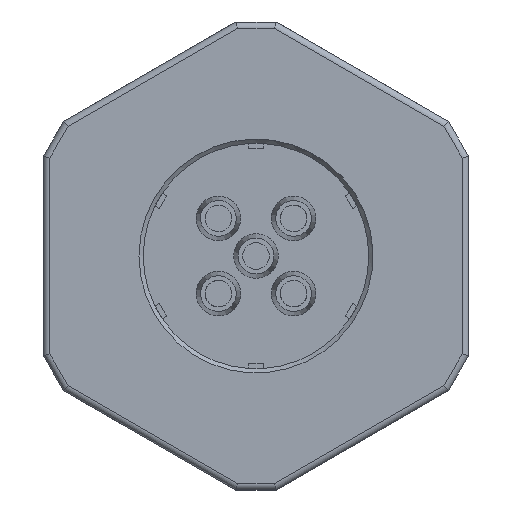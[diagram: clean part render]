
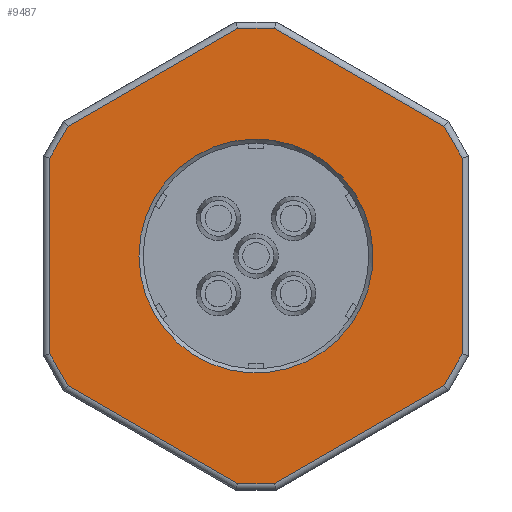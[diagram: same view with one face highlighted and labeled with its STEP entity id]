
A CAD part, left-side view. The second image highlights one B-rep face of the part: STEP entity #9487.
In plain terms, the highlighted planar face has unit normal (-1, 0, 0).
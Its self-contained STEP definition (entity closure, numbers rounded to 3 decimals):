
#344=PLANE('',#10422);
#966=LINE('',#20765,#1881);
#967=LINE('',#20768,#1882);
#968=LINE('',#20770,#1883);
#969=LINE('',#20772,#1884);
#970=LINE('',#20774,#1885);
#971=LINE('',#20776,#1886);
#972=LINE('',#20778,#1887);
#973=LINE('',#20780,#1888);
#974=LINE('',#20782,#1889);
#975=LINE('',#20784,#1890);
#976=LINE('',#20786,#1891);
#977=LINE('',#20788,#1892);
#1881=VECTOR('',#11754,1000.);
#1882=VECTOR('',#11755,1000.);
#1883=VECTOR('',#11756,1000.);
#1884=VECTOR('',#11757,1000.);
#1885=VECTOR('',#11758,1000.);
#1886=VECTOR('',#11759,1000.);
#1887=VECTOR('',#11760,1000.);
#1888=VECTOR('',#11761,1000.);
#1889=VECTOR('',#11762,1000.);
#1890=VECTOR('',#11763,1000.);
#1891=VECTOR('',#11764,1000.);
#1892=VECTOR('',#11765,1000.);
#3306=ORIENTED_EDGE('',*,*,#5723,.T.);
#3307=ORIENTED_EDGE('',*,*,#5724,.T.);
#3308=ORIENTED_EDGE('',*,*,#5725,.T.);
#3309=ORIENTED_EDGE('',*,*,#5726,.T.);
#3310=ORIENTED_EDGE('',*,*,#5727,.T.);
#3311=ORIENTED_EDGE('',*,*,#5728,.T.);
#3312=ORIENTED_EDGE('',*,*,#5729,.T.);
#3313=ORIENTED_EDGE('',*,*,#5730,.T.);
#3314=ORIENTED_EDGE('',*,*,#5731,.T.);
#3315=ORIENTED_EDGE('',*,*,#5732,.T.);
#3316=ORIENTED_EDGE('',*,*,#5733,.T.);
#3317=ORIENTED_EDGE('',*,*,#5734,.T.);
#3318=ORIENTED_EDGE('',*,*,#5735,.T.);
#5723=EDGE_CURVE('',#6936,#6936,#7642,.T.);
#5724=EDGE_CURVE('',#6937,#6938,#966,.F.);
#5725=EDGE_CURVE('',#6938,#6939,#967,.F.);
#5726=EDGE_CURVE('',#6939,#6940,#968,.F.);
#5727=EDGE_CURVE('',#6940,#6941,#969,.F.);
#5728=EDGE_CURVE('',#6941,#6942,#970,.F.);
#5729=EDGE_CURVE('',#6942,#6943,#971,.F.);
#5730=EDGE_CURVE('',#6943,#6944,#972,.F.);
#5731=EDGE_CURVE('',#6944,#6945,#973,.F.);
#5732=EDGE_CURVE('',#6945,#6946,#974,.F.);
#5733=EDGE_CURVE('',#6946,#6947,#975,.F.);
#5734=EDGE_CURVE('',#6947,#6948,#976,.F.);
#5735=EDGE_CURVE('',#6948,#6937,#977,.F.);
#6936=VERTEX_POINT('',#20764);
#6937=VERTEX_POINT('',#20766);
#6938=VERTEX_POINT('',#20767);
#6939=VERTEX_POINT('',#20769);
#6940=VERTEX_POINT('',#20771);
#6941=VERTEX_POINT('',#20773);
#6942=VERTEX_POINT('',#20775);
#6943=VERTEX_POINT('',#20777);
#6944=VERTEX_POINT('',#20779);
#6945=VERTEX_POINT('',#20781);
#6946=VERTEX_POINT('',#20783);
#6947=VERTEX_POINT('',#20785);
#6948=VERTEX_POINT('',#20787);
#7642=CIRCLE('',#10423,5.5);
#8010=EDGE_LOOP('',(#3306));
#8011=EDGE_LOOP('',(#3307,#3308,#3309,#3310,#3311,#3312,#3313,#3314,#3315,
#3316,#3317,#3318));
#8701=FACE_BOUND('',#8010,.T.);
#8702=FACE_BOUND('',#8011,.T.);
#9487=ADVANCED_FACE('',(#8701,#8702),#344,.F.);
#10422=AXIS2_PLACEMENT_3D('',#20762,#11750,#11751);
#10423=AXIS2_PLACEMENT_3D('',#20763,#11752,#11753);
#11750=DIRECTION('',(1.,0.,0.));
#11751=DIRECTION('',(0.,0.,-1.));
#11752=DIRECTION('',(1.,0.,0.));
#11753=DIRECTION('',(0.,0.,-1.));
#11754=DIRECTION('',(0.,0.866,-0.5));
#11755=DIRECTION('',(0.,0.5,-0.866));
#11756=DIRECTION('',(0.,0.,-1.));
#11757=DIRECTION('',(0.,-0.5,-0.866));
#11758=DIRECTION('',(0.,-0.866,-0.5));
#11759=DIRECTION('',(0.,-1.,0.));
#11760=DIRECTION('',(0.,-0.866,0.5));
#11761=DIRECTION('',(0.,-0.5,0.866));
#11762=DIRECTION('',(0.,0.,1.));
#11763=DIRECTION('',(0.,0.5,0.866));
#11764=DIRECTION('',(0.,0.866,0.5));
#11765=DIRECTION('',(0.,1.,0.));
#20762=CARTESIAN_POINT('',(-1.5,0.,0.));
#20763=CARTESIAN_POINT('',(-1.5,0.,0.));
#20764=CARTESIAN_POINT('',(-1.5,0.,-5.5));
#20765=CARTESIAN_POINT('',(-1.5,-5.35,-9.266));
#20766=CARTESIAN_POINT('',(-1.5,-4.599,-9.7));
#20767=CARTESIAN_POINT('',(-1.5,-6.101,-8.833));
#20768=CARTESIAN_POINT('',(-1.5,-8.4,-4.85));
#20769=CARTESIAN_POINT('',(-1.5,-10.7,-0.867));
#20770=CARTESIAN_POINT('',(-1.5,-10.7,0.));
#20771=CARTESIAN_POINT('',(-1.5,-10.7,0.867));
#20772=CARTESIAN_POINT('',(-1.5,-8.4,4.85));
#20773=CARTESIAN_POINT('',(-1.5,-6.101,8.833));
#20774=CARTESIAN_POINT('',(-1.5,-5.35,9.266));
#20775=CARTESIAN_POINT('',(-1.5,-4.599,9.7));
#20776=CARTESIAN_POINT('',(-1.5,0.,9.7));
#20777=CARTESIAN_POINT('',(-1.5,4.599,9.7));
#20778=CARTESIAN_POINT('',(-1.5,5.35,9.266));
#20779=CARTESIAN_POINT('',(-1.5,6.101,8.833));
#20780=CARTESIAN_POINT('',(-1.5,8.4,4.85));
#20781=CARTESIAN_POINT('',(-1.5,10.7,0.867));
#20782=CARTESIAN_POINT('',(-1.5,10.7,0.));
#20783=CARTESIAN_POINT('',(-1.5,10.7,-0.867));
#20784=CARTESIAN_POINT('',(-1.5,8.4,-4.85));
#20785=CARTESIAN_POINT('',(-1.5,6.101,-8.833));
#20786=CARTESIAN_POINT('',(-1.5,5.35,-9.266));
#20787=CARTESIAN_POINT('',(-1.5,4.599,-9.7));
#20788=CARTESIAN_POINT('',(-1.5,0.,-9.7));
